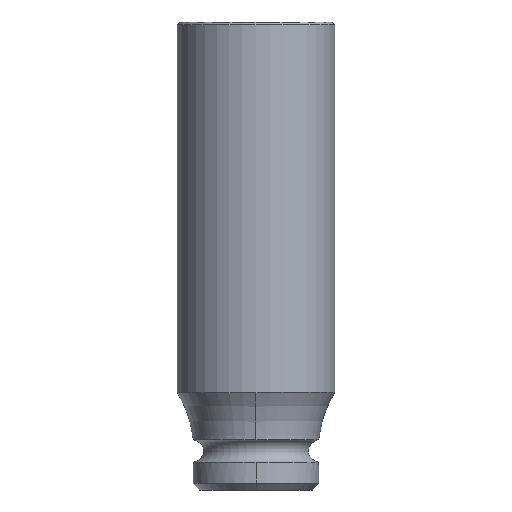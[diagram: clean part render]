
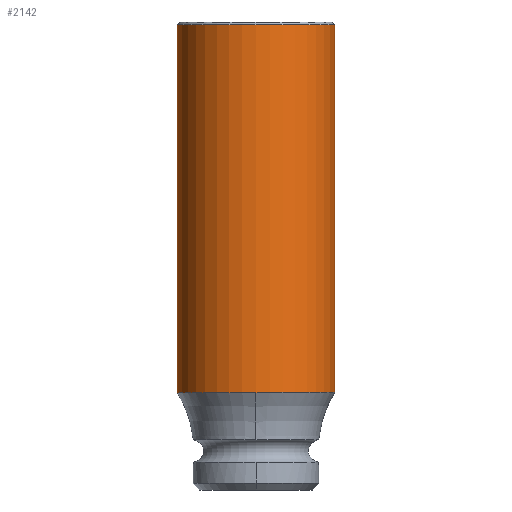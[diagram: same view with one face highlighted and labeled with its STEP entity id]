
A CAD part, left-side view. The second image highlights one B-rep face of the part: STEP entity #2142.
In plain terms, the highlighted cylindrical face has radius 8.1 mm (diameter 16.2 mm), a partial arc.
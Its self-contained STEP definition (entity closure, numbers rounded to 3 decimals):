
#925=CARTESIAN_POINT('',(0.,0.,47.7));
#926=DIRECTION('',(0.,0.,1.));
#927=DIRECTION('',(0.,1.,0.));
#928=AXIS2_PLACEMENT_3D('',#925,#926,#927);
#930=CARTESIAN_POINT('',(0.,0.,10.));
#931=DIRECTION('',(0.,0.,1.));
#932=DIRECTION('',(-1.,0.,0.));
#933=AXIS2_PLACEMENT_3D('',#930,#931,#932);
#935=CARTESIAN_POINT('',(0.,0.,10.));
#936=DIRECTION('',(0.,0.,1.));
#937=DIRECTION('',(0.,1.,0.));
#938=AXIS2_PLACEMENT_3D('',#935,#936,#937);
#945=DIRECTION('',(0.,0.,1.));
#946=VECTOR('',#945,37.7);
#947=CARTESIAN_POINT('',(0.,8.1,10.));
#948=LINE('',#947,#946);
#949=DIRECTION('',(0.,0.,1.));
#950=VECTOR('',#949,37.7);
#951=CARTESIAN_POINT('',(0.,-8.1,10.));
#952=LINE('',#951,#950);
#1084=CARTESIAN_POINT('',(0.,8.1,10.));
#1085=CARTESIAN_POINT('',(-8.1,0.,10.));
#1086=VERTEX_POINT('',#1084);
#1087=VERTEX_POINT('',#1085);
#1088=CARTESIAN_POINT('',(0.,-8.1,10.));
#1089=VERTEX_POINT('',#1088);
#1119=CARTESIAN_POINT('',(0.,-8.1,47.7));
#1120=CARTESIAN_POINT('',(0.,8.1,47.7));
#1121=VERTEX_POINT('',#1119);
#1122=VERTEX_POINT('',#1120);
#2127=CARTESIAN_POINT('',(0.,0.,8.1));
#2128=DIRECTION('',(0.,0.,1.));
#2129=DIRECTION('',(0.,1.,0.));
#2130=AXIS2_PLACEMENT_3D('',#2127,#2128,#2129);
#2131=CYLINDRICAL_SURFACE('',#2130,8.1);
#2132=ORIENTED_EDGE('',*,*,#2121,.T.);
#2134=ORIENTED_EDGE('',*,*,#2133,.F.);
#2136=ORIENTED_EDGE('',*,*,#2135,.F.);
#2137=ORIENTED_EDGE('',*,*,#1315,.F.);
#2139=ORIENTED_EDGE('',*,*,#2138,.T.);
#2140=EDGE_LOOP('',(#2132,#2134,#2136,#2137,#2139));
#2141=FACE_OUTER_BOUND('',#2140,.F.);
#2142=ADVANCED_FACE('',(#2141),#2131,.T.);
#929=CIRCLE('',#928,8.1);
#934=CIRCLE('',#933,8.1);
#939=CIRCLE('',#938,8.1);
#1315=EDGE_CURVE('',#1086,#1087,#939,.T.);
#2121=EDGE_CURVE('',#1122,#1121,#929,.T.);
#2133=EDGE_CURVE('',#1089,#1121,#952,.T.);
#2135=EDGE_CURVE('',#1087,#1089,#934,.T.);
#2138=EDGE_CURVE('',#1086,#1122,#948,.T.);
